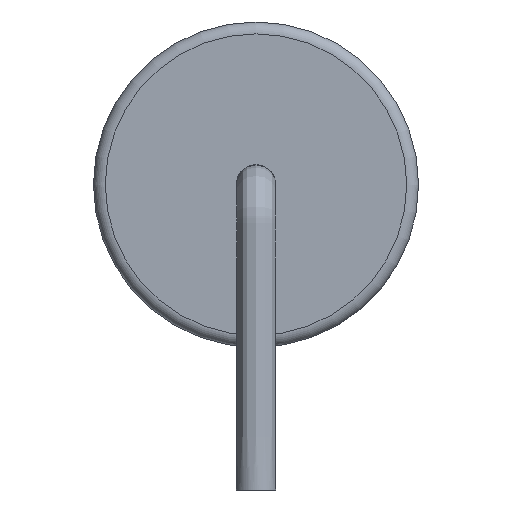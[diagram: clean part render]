
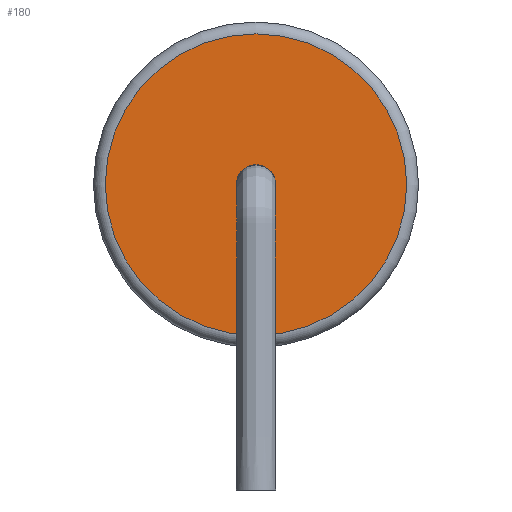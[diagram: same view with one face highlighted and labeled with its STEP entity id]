
A CAD part, left-side view. The second image highlights one B-rep face of the part: STEP entity #180.
In plain terms, the highlighted planar face has unit normal (-1, 0, 0).
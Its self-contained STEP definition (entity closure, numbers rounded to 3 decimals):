
#31=PLANE($,#218);
#57=FACE_OUTER_BOUND($,#82,.T.);
#82=EDGE_LOOP($,(#150));
#100=CIRCLE($,#217,3.8);
#112=VERTEX_POINT($,#314);
#126=EDGE_CURVE($,#112,#112,#100,.T.);
#150=ORIENTED_EDGE($,*,*,#126,.F.);
#180=ADVANCED_FACE($,(#57),#31,.F.);
#217=AXIS2_PLACEMENT_3D($,#315,#264,#265);
#218=AXIS2_PLACEMENT_3D($,#316,#266,#267);
#264=DIRECTION('center_axis',(1.,0.,0.));
#265=DIRECTION('ref_axis',(0.,1.,0.));
#266=DIRECTION('center_axis',(1.,0.,0.));
#267=DIRECTION('ref_axis',(0.,0.,-1.));
#314=CARTESIAN_POINT('',(-26.05,-3.8,4.1));
#315=CARTESIAN_POINT('Origin',(-26.05,0.,4.1));
#316=CARTESIAN_POINT('Origin',(-26.05,0.,4.1));
